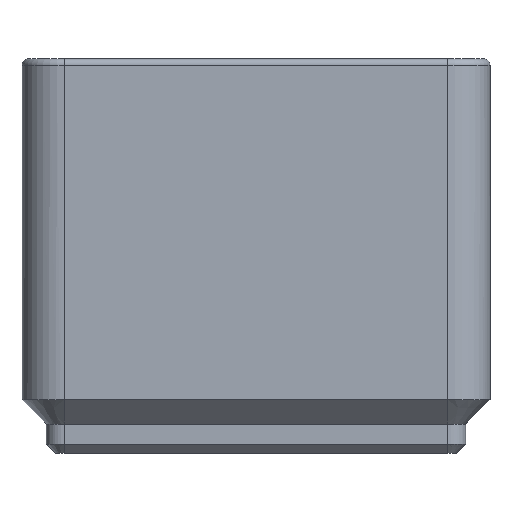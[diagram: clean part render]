
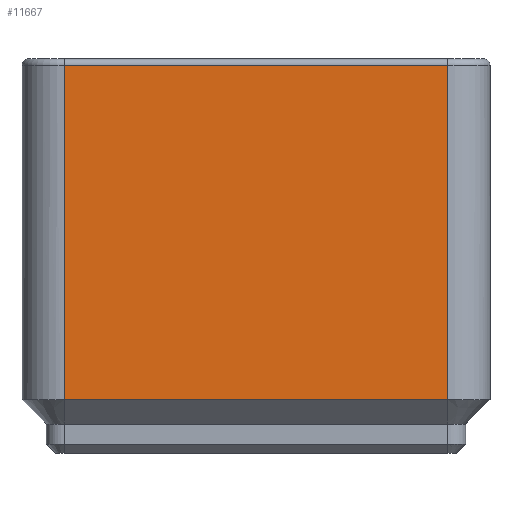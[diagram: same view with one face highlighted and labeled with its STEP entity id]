
A CAD part, left-side view. The second image highlights one B-rep face of the part: STEP entity #11667.
In plain terms, the highlighted planar face has unit normal (-1, 0, 0).
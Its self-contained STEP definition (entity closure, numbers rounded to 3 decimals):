
#6152 = CYLINDRICAL_SURFACE('',#6153,0.6);
#6153 = AXIS2_PLACEMENT_3D('',#6154,#6155,#6156);
#6154 = CARTESIAN_POINT('',(0.85,4.,34.4));
#6155 = DIRECTION('',(0.,-1.,0.));
#6156 = DIRECTION('',(1.,0.,0.));
#8844 = VERTEX_POINT('',#8845);
#8845 = CARTESIAN_POINT('',(0.25,4.,34.4));
#8862 = CYLINDRICAL_SURFACE('',#8863,3.75);
#8863 = AXIS2_PLACEMENT_3D('',#8864,#8865,#8866);
#8864 = CARTESIAN_POINT('',(4.,4.,0.));
#8865 = DIRECTION('',(0.,0.,1.));
#8866 = DIRECTION('',(1.,0.,0.));
#8922 = EDGE_CURVE('',#8923,#8844,#8925,.T.);
#8923 = VERTEX_POINT('',#8924);
#8924 = CARTESIAN_POINT('',(0.25,38.,34.4));
#8925 = SURFACE_CURVE('',#8926,(#8930,#8937),.PCURVE_S1.);
#8926 = LINE('',#8927,#8928);
#8927 = CARTESIAN_POINT('',(0.25,4.,34.4));
#8928 = VECTOR('',#8929,1.);
#8929 = DIRECTION('',(0.,-1.,0.));
#8930 = PCURVE('',#6152,#8931);
#8931 = DEFINITIONAL_REPRESENTATION('',(#8932),#8936);
#8932 = LINE('',#8933,#8934);
#8933 = CARTESIAN_POINT('',(3.142,0.));
#8934 = VECTOR('',#8935,1.);
#8935 = DIRECTION('',(0.,1.));
#8936 = ( GEOMETRIC_REPRESENTATION_CONTEXT(2) 
PARAMETRIC_REPRESENTATION_CONTEXT() REPRESENTATION_CONTEXT('2D SPACE',''
  ) );
#8937 = PCURVE('',#8938,#8943);
#8938 = PLANE('',#8939);
#8939 = AXIS2_PLACEMENT_3D('',#8940,#8941,#8942);
#8940 = CARTESIAN_POINT('',(0.25,21.,17.2));
#8941 = DIRECTION('',(-1.,0.,0.));
#8942 = DIRECTION('',(0.,0.,-1.));
#8943 = DEFINITIONAL_REPRESENTATION('',(#8944),#8948);
#8944 = LINE('',#8945,#8946);
#8945 = CARTESIAN_POINT('',(-17.2,17.));
#8946 = VECTOR('',#8947,1.);
#8947 = DIRECTION('',(0.,1.));
#8948 = ( GEOMETRIC_REPRESENTATION_CONTEXT(2) 
PARAMETRIC_REPRESENTATION_CONTEXT() REPRESENTATION_CONTEXT('2D SPACE',''
  ) );
#9049 = CYLINDRICAL_SURFACE('',#9050,3.75);
#9050 = AXIS2_PLACEMENT_3D('',#9051,#9052,#9053);
#9051 = CARTESIAN_POINT('',(4.,38.,0.));
#9052 = DIRECTION('',(0.,0.,1.));
#9053 = DIRECTION('',(1.,0.,0.));
#11538 = EDGE_CURVE('',#11539,#8844,#11541,.T.);
#11539 = VERTEX_POINT('',#11540);
#11540 = CARTESIAN_POINT('',(0.25,4.,4.75));
#11541 = SURFACE_CURVE('',#11542,(#11546,#11553),.PCURVE_S1.);
#11542 = LINE('',#11543,#11544);
#11543 = CARTESIAN_POINT('',(0.25,4.,0.));
#11544 = VECTOR('',#11545,1.);
#11545 = DIRECTION('',(0.,0.,1.));
#11546 = PCURVE('',#8862,#11547);
#11547 = DEFINITIONAL_REPRESENTATION('',(#11548),#11552);
#11548 = LINE('',#11549,#11550);
#11549 = CARTESIAN_POINT('',(3.142,0.));
#11550 = VECTOR('',#11551,1.);
#11551 = DIRECTION('',(0.,1.));
#11552 = ( GEOMETRIC_REPRESENTATION_CONTEXT(2) 
PARAMETRIC_REPRESENTATION_CONTEXT() REPRESENTATION_CONTEXT('2D SPACE',''
  ) );
#11553 = PCURVE('',#8938,#11554);
#11554 = DEFINITIONAL_REPRESENTATION('',(#11555),#11559);
#11555 = LINE('',#11556,#11557);
#11556 = CARTESIAN_POINT('',(17.2,17.));
#11557 = VECTOR('',#11558,1.);
#11558 = DIRECTION('',(-1.,0.));
#11559 = ( GEOMETRIC_REPRESENTATION_CONTEXT(2) 
PARAMETRIC_REPRESENTATION_CONTEXT() REPRESENTATION_CONTEXT('2D SPACE',''
  ) );
#11667 = ADVANCED_FACE('',(#11668),#8938,.T.);
#11668 = FACE_BOUND('',#11669,.T.);
#11669 = EDGE_LOOP('',(#11670,#11671,#11694,#11720));
#11670 = ORIENTED_EDGE('',*,*,#8922,.F.);
#11671 = ORIENTED_EDGE('',*,*,#11672,.F.);
#11672 = EDGE_CURVE('',#11673,#8923,#11675,.T.);
#11673 = VERTEX_POINT('',#11674);
#11674 = CARTESIAN_POINT('',(0.25,38.,4.75));
#11675 = SURFACE_CURVE('',#11676,(#11680,#11687),.PCURVE_S1.);
#11676 = LINE('',#11677,#11678);
#11677 = CARTESIAN_POINT('',(0.25,38.,0.));
#11678 = VECTOR('',#11679,1.);
#11679 = DIRECTION('',(0.,0.,1.));
#11680 = PCURVE('',#8938,#11681);
#11681 = DEFINITIONAL_REPRESENTATION('',(#11682),#11686);
#11682 = LINE('',#11683,#11684);
#11683 = CARTESIAN_POINT('',(17.2,-17.));
#11684 = VECTOR('',#11685,1.);
#11685 = DIRECTION('',(-1.,0.));
#11686 = ( GEOMETRIC_REPRESENTATION_CONTEXT(2) 
PARAMETRIC_REPRESENTATION_CONTEXT() REPRESENTATION_CONTEXT('2D SPACE',''
  ) );
#11687 = PCURVE('',#9049,#11688);
#11688 = DEFINITIONAL_REPRESENTATION('',(#11689),#11693);
#11689 = LINE('',#11690,#11691);
#11690 = CARTESIAN_POINT('',(3.142,0.));
#11691 = VECTOR('',#11692,1.);
#11692 = DIRECTION('',(0.,1.));
#11693 = ( GEOMETRIC_REPRESENTATION_CONTEXT(2) 
PARAMETRIC_REPRESENTATION_CONTEXT() REPRESENTATION_CONTEXT('2D SPACE',''
  ) );
#11694 = ORIENTED_EDGE('',*,*,#11695,.F.);
#11695 = EDGE_CURVE('',#11539,#11673,#11696,.T.);
#11696 = SURFACE_CURVE('',#11697,(#11701,#11708),.PCURVE_S1.);
#11697 = LINE('',#11698,#11699);
#11698 = CARTESIAN_POINT('',(0.25,12.5,4.75));
#11699 = VECTOR('',#11700,1.);
#11700 = DIRECTION('',(0.,1.,0.));
#11701 = PCURVE('',#8938,#11702);
#11702 = DEFINITIONAL_REPRESENTATION('',(#11703),#11707);
#11703 = LINE('',#11704,#11705);
#11704 = CARTESIAN_POINT('',(12.45,8.5));
#11705 = VECTOR('',#11706,1.);
#11706 = DIRECTION('',(0.,-1.));
#11707 = ( GEOMETRIC_REPRESENTATION_CONTEXT(2) 
PARAMETRIC_REPRESENTATION_CONTEXT() REPRESENTATION_CONTEXT('2D SPACE',''
  ) );
#11708 = PCURVE('',#11709,#11714);
#11709 = PLANE('',#11710);
#11710 = AXIS2_PLACEMENT_3D('',#11711,#11712,#11713);
#11711 = CARTESIAN_POINT('',(2.4,4.,2.6));
#11712 = DIRECTION('',(0.707,0.,0.707));
#11713 = DIRECTION('',(0.,-1.,0.));
#11714 = DEFINITIONAL_REPRESENTATION('',(#11715),#11719);
#11715 = LINE('',#11716,#11717);
#11716 = CARTESIAN_POINT('',(-8.5,-3.041));
#11717 = VECTOR('',#11718,1.);
#11718 = DIRECTION('',(-1.,0.));
#11719 = ( GEOMETRIC_REPRESENTATION_CONTEXT(2) 
PARAMETRIC_REPRESENTATION_CONTEXT() REPRESENTATION_CONTEXT('2D SPACE',''
  ) );
#11720 = ORIENTED_EDGE('',*,*,#11538,.T.);
